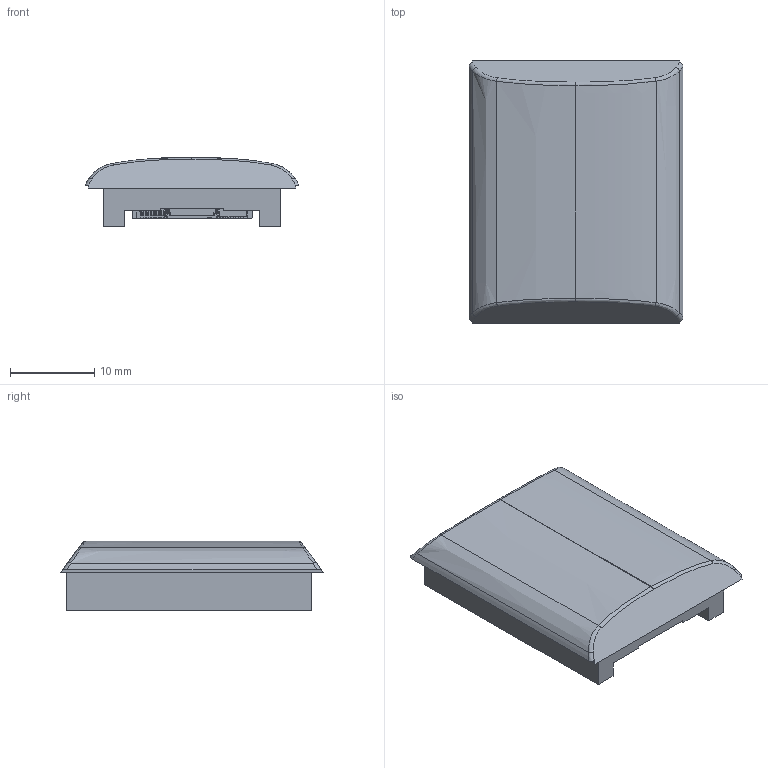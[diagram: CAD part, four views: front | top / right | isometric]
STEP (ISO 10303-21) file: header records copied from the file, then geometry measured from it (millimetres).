
FILE_DESCRIPTION((''),'2;1');
FILE_NAME('300_1_1_1','2025-07-23T19:28:34',('hesifan'),(''),'CREO PARAMETRIC BY PTC INC, 2022073','CREO PARAMETRIC BY PTC INC, 2022073','');
FILE_SCHEMA(('CONFIG_CONTROL_DESIGN'));
Length unit declared in the file: millimetre
Products named in the file (1): 300_1_1_1
Bounding box: 25.32 x 31.03 x 8.2 mm (x, y, z)
Volume: 4005.7 mm3; surface area: 2550.6 mm2
Topology: 1 solids, 2 shells, 1276 faces, 3814 edges, 2527 vertices
Faces by surface type: plane 1026, cylinder 220, cone 12, bspline 9, extrusion 6, torus 3
Entity records: 43318 total; most frequent: CARTESIAN_POINT 8501, ORIENTED_EDGE 7628, DIRECTION 6763, EDGE_CURVE 3814, VECTOR 3301, LINE 3295, VERTEX_POINT 2527, AXIS2_PLACEMENT_3D 1731
